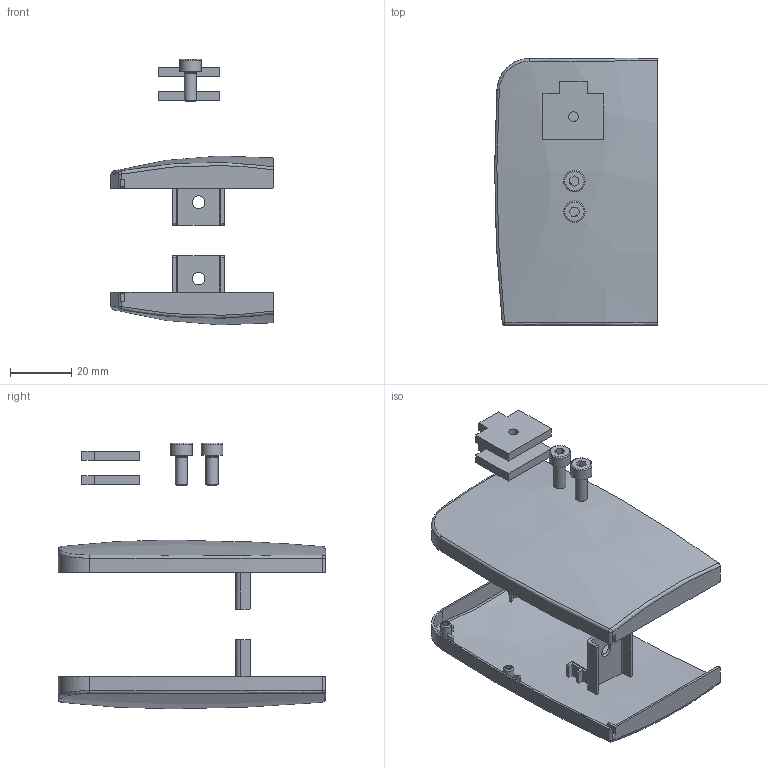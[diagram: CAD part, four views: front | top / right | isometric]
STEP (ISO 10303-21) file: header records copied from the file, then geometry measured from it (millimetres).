
FILE_DESCRIPTION(/* description */ ('JEU EMBOUTS SAF MAN ALU RAL 5803E 72455 A1F'),/* implementation_level */ '2;1');
FILE_NAME(/* name */ '11045.stp',/* time_stamp */ '2019-08-16T09:12:43+02:00',/* author */ ('WG'),/* organization */ (''),/* preprocessor_version */ 'ST-DEVELOPER v17.2',/* originating_system */ 'Autodesk Inventor 2019',/* authorisation */ '');
FILE_SCHEMA (('AUTOMOTIVE_DESIGN { 1 0 10303 214 3 1 1 }'));
Length unit declared in the file: millimetre
Products named in the file (5): 11045; 20816; 20817; 20819; Vis_H_M4x10_ISO4762
Assembly tree (6 placements, depth 2):
  11045
    20816
    20817
    20819  x2
    Vis_H_M4x10_ISO4762  x2
Bounding box: 53.3 x 87.47 x 86.97 mm (x, y, z)
Volume: 23845.7 mm3; surface area: 28564 mm2
Topology: 6 solids, 6 shells, 314 faces, 858 edges, 568 vertices
Faces by surface type: plane 198, cylinder 62, bspline 36, cone 12, torus 4, sphere 2
Full cylindrical faces by diameter (mm): 1.65 x6, 3.242 x2, 3.3 x6, 4 x4, 4.2 x2, 7 x2
Entity records: 11687 total; most frequent: CARTESIAN_POINT 4652, ORIENTED_EDGE 1572, DIRECTION 1207, EDGE_CURVE 786, VERTEX_POINT 520, AXIS2_PLACEMENT_3D 408, LINE 391, VECTOR 391
